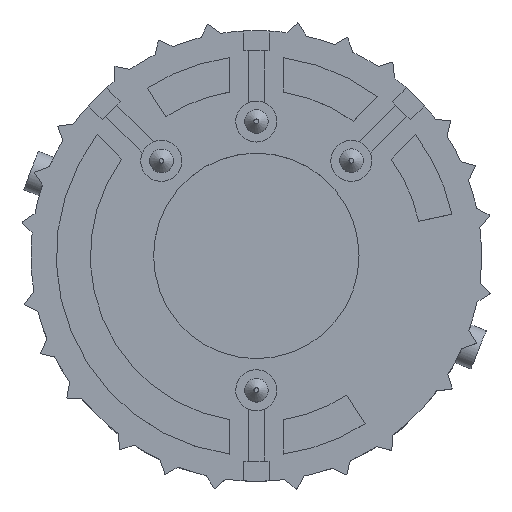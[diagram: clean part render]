
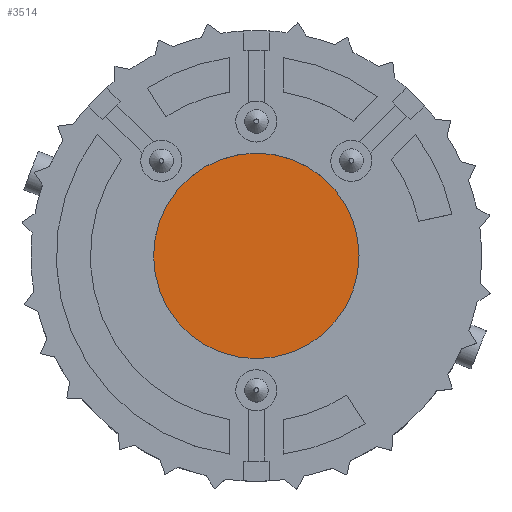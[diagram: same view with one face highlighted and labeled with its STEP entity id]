
A CAD part, top view. The second image highlights one B-rep face of the part: STEP entity #3514.
In plain terms, the highlighted planar face has unit normal (0, 0, 1).
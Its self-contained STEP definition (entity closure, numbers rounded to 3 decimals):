
#64=PLANE('',#3838);
#275=FACE_OUTER_BOUND('',#471,.T.);
#471=EDGE_LOOP('',(#2688,#2689));
#1433=CIRCLE('',#3836,6.5);
#1434=CIRCLE('',#3837,6.5);
#1689=VERTEX_POINT('',#5682);
#1690=VERTEX_POINT('',#5684);
#2075=EDGE_CURVE('',#1689,#1690,#1433,.T.);
#2076=EDGE_CURVE('',#1690,#1689,#1434,.T.);
#2688=ORIENTED_EDGE('',*,*,#2076,.F.);
#2689=ORIENTED_EDGE('',*,*,#2075,.F.);
#3514=ADVANCED_FACE('',(#275),#64,.T.);
#3836=AXIS2_PLACEMENT_3D('',#5685,#4471,#4472);
#3837=AXIS2_PLACEMENT_3D('',#5686,#4473,#4474);
#3838=AXIS2_PLACEMENT_3D('',#5687,#4475,#4476);
#4471=DIRECTION('center_axis',(0.,0.,-1.));
#4472=DIRECTION('ref_axis',(1.,0.,0.));
#4473=DIRECTION('center_axis',(0.,0.,-1.));
#4474=DIRECTION('ref_axis',(1.,0.,0.));
#4475=DIRECTION('center_axis',(0.,0.,1.));
#4476=DIRECTION('ref_axis',(1.,0.,0.));
#5682=CARTESIAN_POINT('',(-6.5,0.,21.4));
#5684=CARTESIAN_POINT('',(6.5,0.,21.4));
#5685=CARTESIAN_POINT('Origin',(0.,0.,21.4));
#5686=CARTESIAN_POINT('Origin',(0.,0.,21.4));
#5687=CARTESIAN_POINT('Origin',(0.,0.,21.4));
